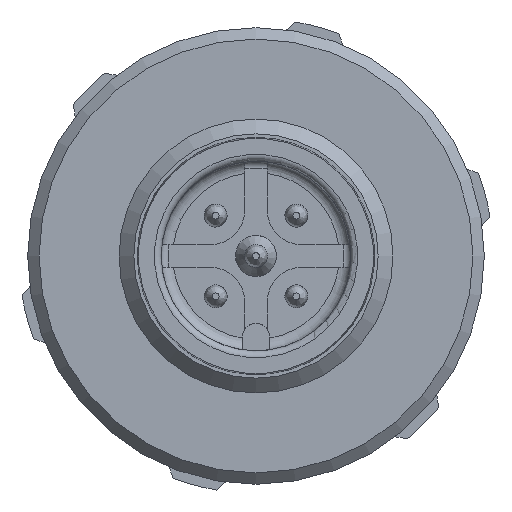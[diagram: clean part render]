
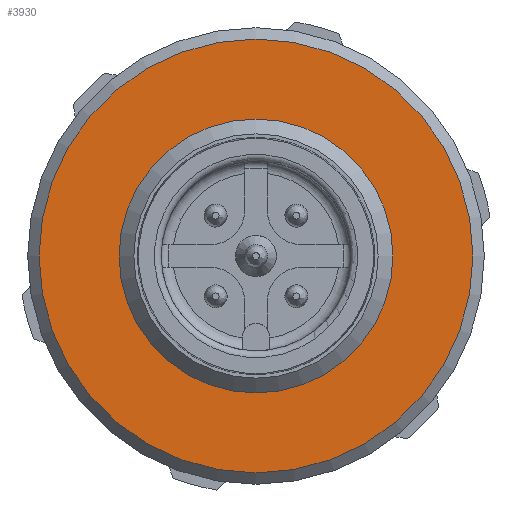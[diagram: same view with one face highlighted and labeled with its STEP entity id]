
A CAD part, left-side view. The second image highlights one B-rep face of the part: STEP entity #3930.
In plain terms, the highlighted face is planar.
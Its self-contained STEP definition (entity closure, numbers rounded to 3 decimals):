
#789=FACE_BOUND($,#1161,.T.);
#902=FACE_OUTER_BOUND($,#1160,.T.);
#1160=EDGE_LOOP($,(#2803));
#1161=EDGE_LOOP($,(#2804));
#1404=CIRCLE($,#4263,9.5);
#1405=CIRCLE($,#4265,5.671);
#1600=VERTEX_POINT($,#7244);
#1601=VERTEX_POINT($,#7247);
#2042=EDGE_CURVE($,#1600,#1600,#1404,.T.);
#2043=EDGE_CURVE($,#1601,#1601,#1405,.T.);
#2803=ORIENTED_EDGE($,*,*,#2042,.T.);
#2804=ORIENTED_EDGE($,*,*,#2043,.F.);
#3522=PLANE($,#4264);
#3930=ADVANCED_FACE($,(#902,#789),#3522,.T.);
#4263=AXIS2_PLACEMENT_3D($,#7245,#4930,#4931);
#4264=AXIS2_PLACEMENT_3D($,#7246,#4932,#4933);
#4265=AXIS2_PLACEMENT_3D($,#7248,#4934,#4935);
#4930=DIRECTION('center_axis',(0.,1.,0.));
#4931=DIRECTION('ref_axis',(-0.259,0.,-0.966));
#4932=DIRECTION('center_axis',(0.,1.,0.));
#4933=DIRECTION('ref_axis',(-0.259,0.,-0.966));
#4934=DIRECTION('center_axis',(0.,1.,0.));
#4935=DIRECTION('ref_axis',(-0.259,0.,-0.966));
#7244=CARTESIAN_POINT('',(60.295,101.966,7.926));
#7245=CARTESIAN_POINT('Origin',(57.836,101.966,-1.25));
#7246=CARTESIAN_POINT('Origin',(55.873,101.966,-8.577));
#7247=CARTESIAN_POINT('',(59.304,101.966,4.228));
#7248=CARTESIAN_POINT('Origin',(57.836,101.966,-1.25));
